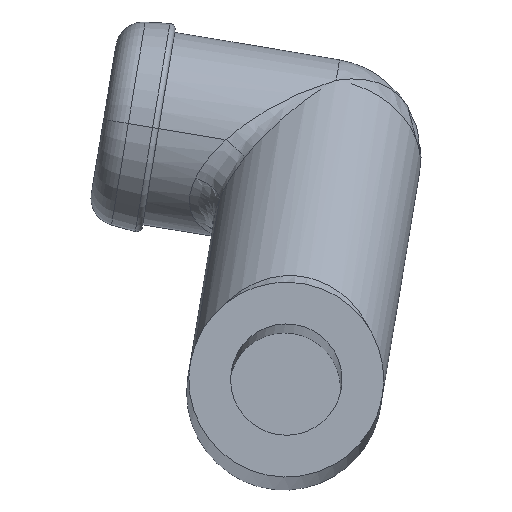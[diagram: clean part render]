
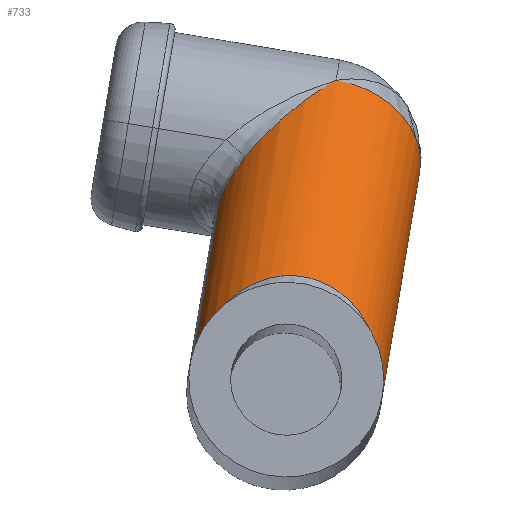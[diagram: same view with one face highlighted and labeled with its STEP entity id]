
A CAD part, front view. The second image highlights one B-rep face of the part: STEP entity #733.
In plain terms, the highlighted cylindrical face has radius 3.5 mm (diameter 7 mm), a partial arc.
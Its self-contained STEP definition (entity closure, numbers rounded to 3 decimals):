
#308=CARTESIAN_POINT('Vertex',(-11.533,-2.151,-4.195)) ;
#431=CARTESIAN_POINT('Vertex',(-14.789,-4.122,-6.943)) ;
#435=CARTESIAN_POINT('Control Point',(-11.533,-2.151,-4.195)) ;
#436=CARTESIAN_POINT('Control Point',(-11.535,-2.154,-4.197)) ;
#437=CARTESIAN_POINT('Control Point',(-11.538,-2.156,-4.198)) ;
#438=CARTESIAN_POINT('Control Point',(-11.541,-2.159,-4.2)) ;
#439=CARTESIAN_POINT('Control Point',(-11.545,-2.163,-4.202)) ;
#440=CARTESIAN_POINT('Control Point',(-11.55,-2.167,-4.205)) ;
#441=CARTESIAN_POINT('Control Point',(-11.551,-2.168,-4.206)) ;
#442=CARTESIAN_POINT('Control Point',(-11.831,-2.421,-4.36)) ;
#443=CARTESIAN_POINT('Control Point',(-12.113,-2.66,-4.533)) ;
#444=CARTESIAN_POINT('Control Point',(-12.395,-2.884,-4.721)) ;
#445=CARTESIAN_POINT('Control Point',(-12.831,-3.202,-5.035)) ;
#446=CARTESIAN_POINT('Control Point',(-13.265,-3.477,-5.39)) ;
#447=CARTESIAN_POINT('Control Point',(-13.417,-3.568,-5.519)) ;
#448=CARTESIAN_POINT('Control Point',(-13.726,-3.74,-5.794)) ;
#449=CARTESIAN_POINT('Control Point',(-14.031,-3.884,-6.09)) ;
#450=CARTESIAN_POINT('Control Point',(-14.185,-3.949,-6.247)) ;
#451=CARTESIAN_POINT('Control Point',(-14.4,-4.027,-6.479)) ;
#452=CARTESIAN_POINT('Control Point',(-14.609,-4.084,-6.722)) ;
#453=CARTESIAN_POINT('Control Point',(-14.67,-4.099,-6.794)) ;
#454=CARTESIAN_POINT('Control Point',(-14.73,-4.112,-6.868)) ;
#455=CARTESIAN_POINT('Control Point',(-14.789,-4.122,-6.943)) ;
#506=CARTESIAN_POINT('Vertex',(-15.715,-3.918,-8.462)) ;
#510=CARTESIAN_POINT('Control Point',(-14.789,-4.122,-6.943)) ;
#511=CARTESIAN_POINT('Control Point',(-14.901,-4.142,-7.084)) ;
#512=CARTESIAN_POINT('Control Point',(-15.011,-4.154,-7.228)) ;
#513=CARTESIAN_POINT('Control Point',(-15.116,-4.156,-7.376)) ;
#514=CARTESIAN_POINT('Control Point',(-15.318,-4.142,-7.679)) ;
#515=CARTESIAN_POINT('Control Point',(-15.497,-4.083,-7.99)) ;
#516=CARTESIAN_POINT('Control Point',(-15.579,-4.041,-8.148)) ;
#517=CARTESIAN_POINT('Control Point',(-15.652,-3.986,-8.306)) ;
#518=CARTESIAN_POINT('Control Point',(-15.715,-3.918,-8.462)) ;
#662=CARTESIAN_POINT('Axis2P3D Location',(-11.986,0.,-6.918)) ;
#666=CARTESIAN_POINT('Vertex',(-8.702,0.445,-8.044)) ;
#680=CARTESIAN_POINT('Axis2P3D Location',(-12.816,-6.477,-11.897)) ;
#685=CARTESIAN_POINT('Line Origine',(-16.1,-6.921,-10.771)) ;
#689=CARTESIAN_POINT('Vertex',(-16.636,-11.102,-13.984)) ;
#693=CARTESIAN_POINT('Control Point',(-16.636,-11.102,-13.984)) ;
#694=CARTESIAN_POINT('Control Point',(-16.405,-11.148,-13.328)) ;
#695=CARTESIAN_POINT('Control Point',(-16.059,-11.193,-12.713)) ;
#696=CARTESIAN_POINT('Control Point',(-15.603,-11.235,-12.164)) ;
#697=CARTESIAN_POINT('Control Point',(-14.665,-11.293,-11.446)) ;
#698=CARTESIAN_POINT('Control Point',(-13.536,-11.324,-11.18)) ;
#699=CARTESIAN_POINT('Control Point',(-13.08,-11.33,-11.159)) ;
#700=CARTESIAN_POINT('Control Point',(-12.076,-11.331,-11.315)) ;
#701=CARTESIAN_POINT('Control Point',(-11.214,-11.303,-11.869)) ;
#702=CARTESIAN_POINT('Control Point',(-10.819,-11.281,-12.275)) ;
#703=CARTESIAN_POINT('Control Point',(-10.193,-11.225,-13.21)) ;
#704=CARTESIAN_POINT('Control Point',(-9.903,-11.156,-14.299)) ;
#705=CARTESIAN_POINT('Control Point',(-9.841,-11.119,-14.864)) ;
#706=CARTESIAN_POINT('Control Point',(-9.857,-11.081,-15.429)) ;
#707=CARTESIAN_POINT('Control Point',(-9.949,-11.043,-15.982)) ;
#708=CARTESIAN_POINT('Vertex',(-9.949,-11.043,-15.982)) ;
#712=CARTESIAN_POINT('Control Point',(-10.121,-10.628,-16.555)) ;
#713=CARTESIAN_POINT('Control Point',(-10.039,-10.764,-16.371)) ;
#714=CARTESIAN_POINT('Control Point',(-9.982,-10.904,-16.179)) ;
#715=CARTESIAN_POINT('Control Point',(-9.949,-11.043,-15.982)) ;
#716=CARTESIAN_POINT('Vertex',(-10.121,-10.628,-16.555)) ;
#719=CARTESIAN_POINT('Line Origine',(-9.532,-6.032,-13.023)) ;
#663=DIRECTION('Axis2P3D Direction',(-0.101,-0.789,-0.606)) ;
#681=DIRECTION('Axis2P3D Direction',(0.101,0.789,0.606)) ;
#682=DIRECTION('Axis2P3D XDirection',(-0.938,-0.127,0.322)) ;
#686=DIRECTION('Vector Direction',(0.101,0.789,0.606)) ;
#720=DIRECTION('Vector Direction',(0.101,0.789,0.606)) ;
#664=AXIS2_PLACEMENT_3D('Circle Axis2P3D',#662,#663,$) ;
#683=AXIS2_PLACEMENT_3D('Cylinder Axis2P3D',#680,#681,#682) ;
#725=ORIENTED_EDGE('',*,*,#456,.F.) ;
#726=ORIENTED_EDGE('',*,*,#519,.F.) ;
#727=ORIENTED_EDGE('',*,*,#691,.T.) ;
#728=ORIENTED_EDGE('',*,*,#710,.F.) ;
#729=ORIENTED_EDGE('',*,*,#718,.T.) ;
#730=ORIENTED_EDGE('',*,*,#723,.F.) ;
#731=ORIENTED_EDGE('',*,*,#668,.F.) ;
#687=VECTOR('Line Direction',#686,1.) ;
#721=VECTOR('Line Direction',#720,1.) ;
#733=ADVANCED_FACE('PartBody',(#732),#684,.T.) ;
#434=B_SPLINE_CURVE_WITH_KNOTS('',5,(#435,#436,#437,#438,#439,#440,#441,#442,#443,#444,#445,#446,#447,#448,#449,#450,#451,#452,#453,#454,#455),.UNSPECIFIED.,.F.,.U.,(6,3,3,3,3,3,6),(0.,0.028,0.045,2.91,4.456,6.077,6.756),.UNSPECIFIED.) ;
#509=B_SPLINE_CURVE_WITH_KNOTS('',5,(#510,#511,#512,#513,#514,#515,#516,#517,#518),.UNSPECIFIED.,.F.,.U.,(6,3,6),(0.,1.282,2.567),.UNSPECIFIED.) ;
#692=B_SPLINE_CURVE_WITH_KNOTS('',5,(#693,#694,#695,#696,#697,#698,#699,#700,#701,#702,#703,#704,#705,#706,#707),.UNSPECIFIED.,.F.,.U.,(6,3,3,3,6),(0.,4.928,8.09,11.985,15.957),.UNSPECIFIED.) ;
#711=B_SPLINE_CURVE_WITH_KNOTS('',3,(#712,#713,#714,#715),.UNSPECIFIED.,.F.,.U.,(4,4),(3.113,4.145),.UNSPECIFIED.) ;
#665=CIRCLE('generated circle',#664,3.5) ;
#684=CYLINDRICAL_SURFACE('generated cylinder',#683,3.5) ;
#456=EDGE_CURVE('',#432,#309,#434,.F.) ;
#519=EDGE_CURVE('',#507,#432,#509,.F.) ;
#668=EDGE_CURVE('',#309,#667,#665,.F.) ;
#691=EDGE_CURVE('',#507,#690,#688,.F.) ;
#710=EDGE_CURVE('',#709,#690,#692,.F.) ;
#718=EDGE_CURVE('',#709,#717,#711,.F.) ;
#723=EDGE_CURVE('',#667,#717,#722,.F.) ;
#724=EDGE_LOOP('',(#725,#726,#727,#728,#729,#730,#731)) ;
#732=FACE_OUTER_BOUND('',#724,.T.) ;
#688=LINE('Line',#685,#687) ;
#722=LINE('Line',#719,#721) ;
#309=VERTEX_POINT('',#308) ;
#432=VERTEX_POINT('',#431) ;
#507=VERTEX_POINT('',#506) ;
#667=VERTEX_POINT('',#666) ;
#690=VERTEX_POINT('',#689) ;
#709=VERTEX_POINT('',#708) ;
#717=VERTEX_POINT('',#716) ;
